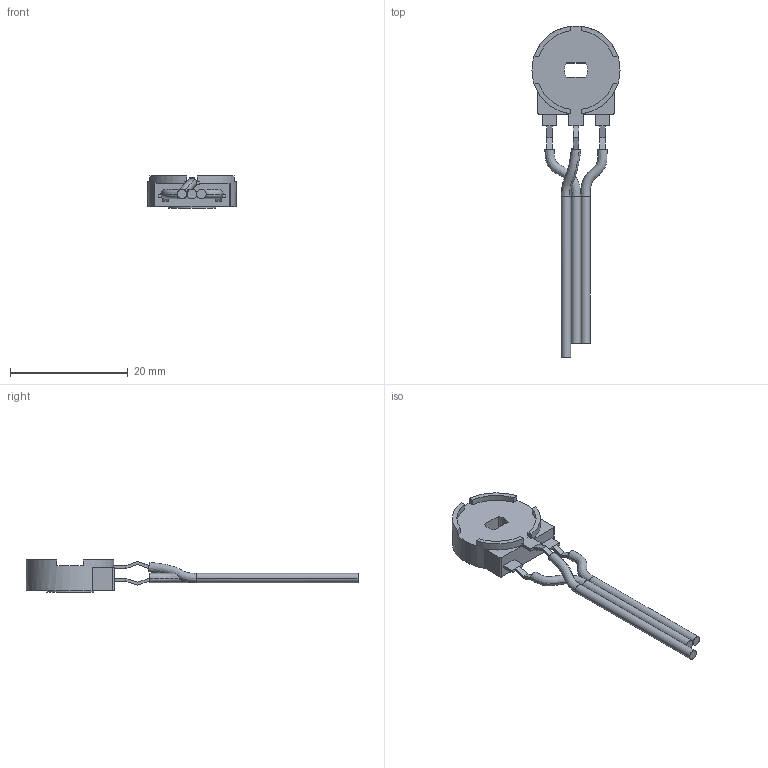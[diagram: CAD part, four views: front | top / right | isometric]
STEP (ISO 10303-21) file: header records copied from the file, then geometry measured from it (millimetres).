
FILE_DESCRIPTION(/* description */ (''),/* implementation_level */ '2;1');
FILE_NAME(/* name */ 'Sensor.ipt.step',/* time_stamp */ '2020-04-16T23:17:22-04:00',/* author */ ('Jordan'),/* organization */ (''),/* preprocessor_version */ 'ST-DEVELOPER v17',/* originating_system */ 'Autodesk Inventor 2019',/* authorisation */ '');
FILE_SCHEMA (('AUTOMOTIVE_DESIGN { 1 0 10303 214 3 1 1 }'));
Length unit declared in the file: inch
Products named in the file (1): Sensor
Bounding box: 15 x 56.5 x 5.5 mm (x, y, z)
Volume: 1032.5 mm3; surface area: 1320.2 mm2
Topology: 1 solids, 1 shells, 88 faces, 238 edges, 157 vertices
Faces by surface type: plane 66, cylinder 14, bspline 8
Full cylindrical faces by diameter (mm): 1.6 x2, 6 x1, 6.15 x1, 8 x1
Entity records: 4134 total; most frequent: CARTESIAN_POINT 1817, ORIENTED_EDGE 476, DIRECTION 438, EDGE_CURVE 238, LINE 162, VECTOR 162, VERTEX_POINT 157, AXIS2_PLACEMENT_3D 138
